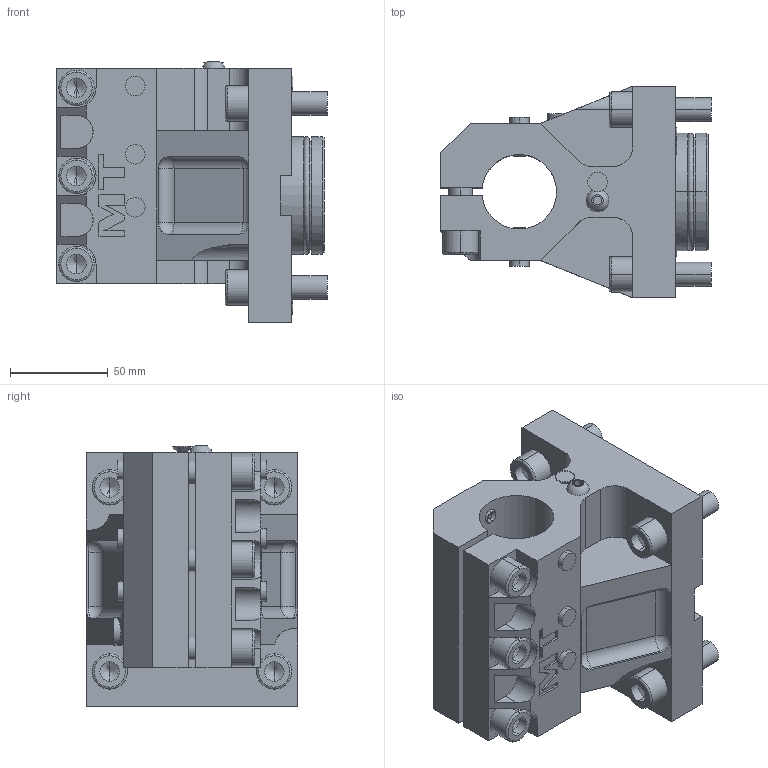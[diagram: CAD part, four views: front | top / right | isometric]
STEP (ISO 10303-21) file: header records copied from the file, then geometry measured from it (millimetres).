
FILE_DESCRIPTION((''),'2;1');
FILE_NAME('MNL0113810_CONF','2023-02-20T12:04:18',('sterribile'),('M.T. srl'),'CREO PARAMETRIC BY PTC INC, 2021072','CREO PARAMETRIC BY PTC INC, 2021072','');
FILE_SCHEMA(('CONFIG_CONTROL_DESIGN'));
Length unit declared in the file: millimetre
Products named in the file (1): MNL0113810_CONF
Bounding box: 138 x 108 x 133.55 mm (x, y, z)
Volume: 917106.4 mm3; surface area: 106546.6 mm2
Topology: 1 solids, 1 shells, 330 faces, 793 edges, 493 vertices
Faces by surface type: plane 146, cylinder 109, cone 42, torus 20, sphere 9, extrusion 4
Entity records: 10342 total; most frequent: CARTESIAN_POINT 2542, DIRECTION 1662, ORIENTED_EDGE 1558, EDGE_CURVE 779, AXIS2_PLACEMENT_3D 599, VERTEX_POINT 493, VECTOR 464, LINE 460
